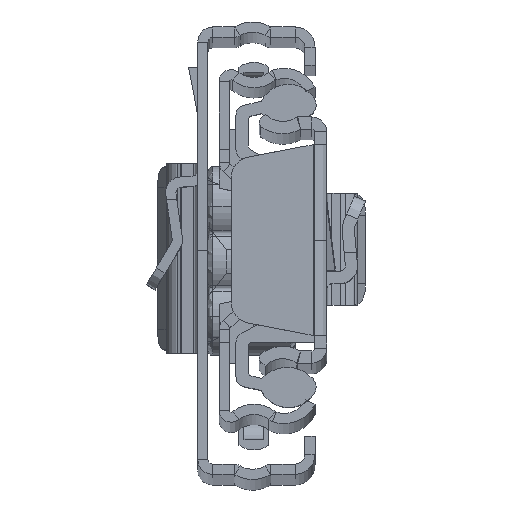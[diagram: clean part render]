
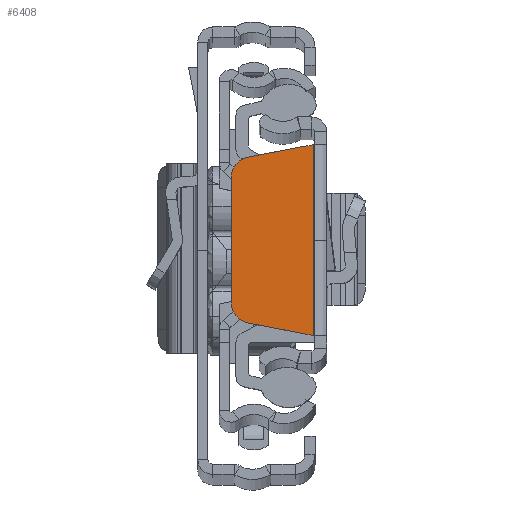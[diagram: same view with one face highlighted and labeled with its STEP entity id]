
A CAD part, top view. The second image highlights one B-rep face of the part: STEP entity #6408.
In plain terms, the highlighted planar face has unit normal (0, 0, 1).
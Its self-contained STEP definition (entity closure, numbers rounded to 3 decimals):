
#7 = LINE ( 'NONE', #5221, #2540 ) ;
#350 = CARTESIAN_POINT ( 'NONE',  ( -7.401, 6.183, 0. ) ) ;
#1040 = EDGE_CURVE ( 'NONE', #8471, #5560, #1483, .T. ) ;
#1483 = LINE ( 'NONE', #19520, #14048 ) ;
#2540 = VECTOR ( 'NONE', #5109, 1000. ) ;
#2603 = FACE_OUTER_BOUND ( 'NONE', #5053, .T. ) ;
#3520 = DIRECTION ( 'NONE',  ( -1., 0., 0. ) ) ;
#4074 = VERTEX_POINT ( 'NONE', #8237 ) ;
#4247 = CARTESIAN_POINT ( 'NONE',  ( 0., 0., 0. ) ) ;
#5053 = EDGE_LOOP ( 'NONE', ( #7104, #16019, #8091, #10927, #7724, #13379 ) ) ;
#5109 = DIRECTION ( 'NONE',  ( 0., -1., 0. ) ) ;
#5221 = CARTESIAN_POINT ( 'NONE',  ( -9.401, 0., 0. ) ) ;
#5560 = VERTEX_POINT ( 'NONE', #17645 ) ;
#6408 = ADVANCED_FACE ( 'NONE', ( #2603 ), #19118, .F. ) ;
#7104 = ORIENTED_EDGE ( 'NONE', *, *, #16117, .T. ) ;
#7610 = CIRCLE ( 'NONE', #19743, 2. ) ;
#7724 = ORIENTED_EDGE ( 'NONE', *, *, #10859, .T. ) ;
#7950 = VECTOR ( 'NONE', #13253, 1000. ) ;
#8091 = ORIENTED_EDGE ( 'NONE', *, *, #21474, .T. ) ;
#8237 = CARTESIAN_POINT ( 'NONE',  ( -9.401, -6.183, 0. ) ) ;
#8357 = EDGE_CURVE ( 'NONE', #4074, #11334, #17575, .T. ) ;
#8471 = VERTEX_POINT ( 'NONE', #8485 ) ;
#8485 = CARTESIAN_POINT ( 'NONE',  ( -1.36, 9.379, 0. ) ) ;
#9352 = AXIS2_PLACEMENT_3D ( 'NONE', #4247, #10835, #14534 ) ;
#9846 = EDGE_CURVE ( 'NONE', #19449, #15777, #7610, .T. ) ;
#9964 = CARTESIAN_POINT ( 'NONE',  ( -7.778, -8.147, 0. ) ) ;
#10535 = CARTESIAN_POINT ( 'NONE',  ( -9.401, 6.183, 0. ) ) ;
#10835 = DIRECTION ( 'NONE',  ( 0., 0., -1. ) ) ;
#10859 = EDGE_CURVE ( 'NONE', #8471, #19449, #21433, .T. ) ;
#10927 = ORIENTED_EDGE ( 'NONE', *, *, #1040, .F. ) ;
#11334 = VERTEX_POINT ( 'NONE', #9964 ) ;
#11841 = CARTESIAN_POINT ( 'NONE',  ( -1.786, -9.298, 0. ) ) ;
#13200 = VECTOR ( 'NONE', #14785, 1000. ) ;
#13253 = DIRECTION ( 'NONE',  ( -0.982, -0.189, 0. ) ) ;
#13379 = ORIENTED_EDGE ( 'NONE', *, *, #9846, .T. ) ;
#13716 = CARTESIAN_POINT ( 'NONE',  ( -7.778, 8.147, 0. ) ) ;
#14048 = VECTOR ( 'NONE', #17891, 1000. ) ;
#14534 = DIRECTION ( 'NONE',  ( -1., 0., 0. ) ) ;
#14679 = CARTESIAN_POINT ( 'NONE',  ( -1.786, 9.298, 0. ) ) ;
#14785 = DIRECTION ( 'NONE',  ( 0.982, -0.189, 0. ) ) ;
#15011 = DIRECTION ( 'NONE',  ( 0., 0., 1. ) ) ;
#15777 = VERTEX_POINT ( 'NONE', #10535 ) ;
#16019 = ORIENTED_EDGE ( 'NONE', *, *, #8357, .T. ) ;
#16117 = EDGE_CURVE ( 'NONE', #15777, #4074, #7, .T. ) ;
#16947 = DIRECTION ( 'NONE',  ( 0., 0., 1. ) ) ;
#17575 = CIRCLE ( 'NONE', #18274, 2. ) ;
#17645 = CARTESIAN_POINT ( 'NONE',  ( -1.36, -9.379, 0. ) ) ;
#17891 = DIRECTION ( 'NONE',  ( 0., -1., 0. ) ) ;
#18274 = AXIS2_PLACEMENT_3D ( 'NONE', #19899, #15011, #3520 ) ;
#18383 = DIRECTION ( 'NONE',  ( -1., 0., 0. ) ) ;
#19118 = PLANE ( 'NONE',  #9352 ) ;
#19449 = VERTEX_POINT ( 'NONE', #13716 ) ;
#19520 = CARTESIAN_POINT ( 'NONE',  ( -1.36, -9.379, 0. ) ) ;
#19743 = AXIS2_PLACEMENT_3D ( 'NONE', #350, #16947, #18383 ) ;
#19899 = CARTESIAN_POINT ( 'NONE',  ( -7.401, -6.183, 0. ) ) ;
#20104 = LINE ( 'NONE', #11841, #13200 ) ;
#21433 = LINE ( 'NONE', #14679, #7950 ) ;
#21474 = EDGE_CURVE ( 'NONE', #11334, #5560, #20104, .T. ) ;
